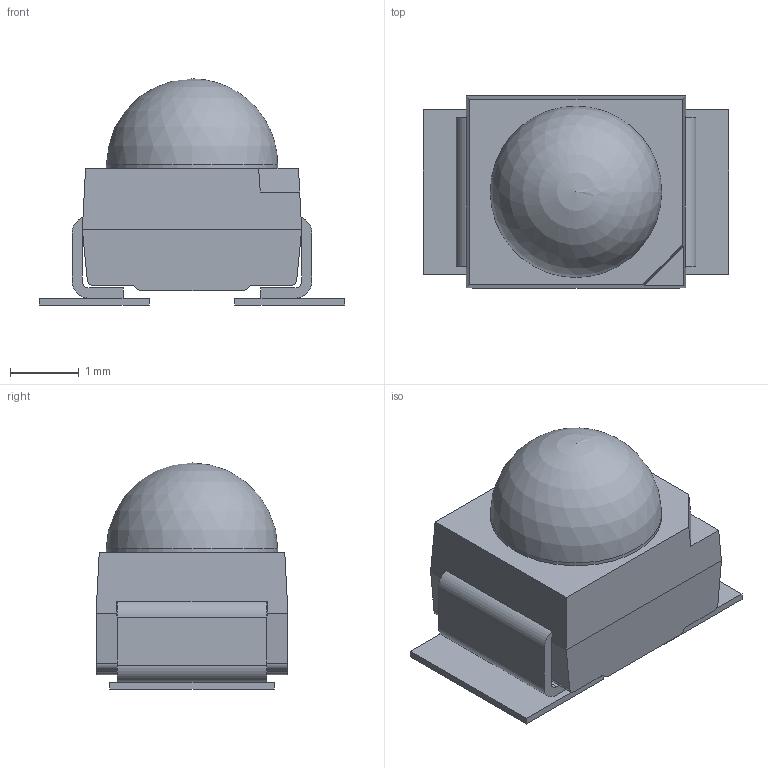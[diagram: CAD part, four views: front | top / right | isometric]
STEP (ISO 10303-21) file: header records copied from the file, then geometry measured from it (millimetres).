
FILE_DESCRIPTION(/* description */ ('Unknown'),/* implementation_level */ '2;1');
FILE_NAME(/* name */ '150141xx66120',/* time_stamp */ '2024-04-10T14:02:45+02:00',/* author */ ('Unknown'),/* organization */ ('Unknown'),/* preprocessor_version */ 'ST-DEVELOPER v18.102',/* originating_system */ 'Unknown',/* authorisation */ ' ');
FILE_SCHEMA (('CONFIG_CONTROL_DESIGN'));
Length unit declared in the file: metre
Products named in the file (5): id3; Pad; Dome; Pins; Body
Assembly tree (4 placements, depth 2):
  id3
    Pad
    Dome
    Pins
    Body
Bounding box: 4.45 x 2.8 x 3.3 mm (x, y, z)
Volume: 17.5 mm3; surface area: 97.6 mm2
Topology: 6 solids, 6 shells, 127 faces, 337 edges, 219 vertices
Faces by surface type: plane 100, cylinder 21, bspline 4, sphere 1, cone 1
Full cylindrical faces by diameter (mm): 0.6 x1, 2.5 x1
Entity records: 4869 total; most frequent: CARTESIAN_POINT 806, ORIENTED_EDGE 662, DIRECTION 622, EDGE_CURVE 331, LINE 264, VECTOR 264, VERTEX_POINT 217, AXIS2_PLACEMENT_3D 179
